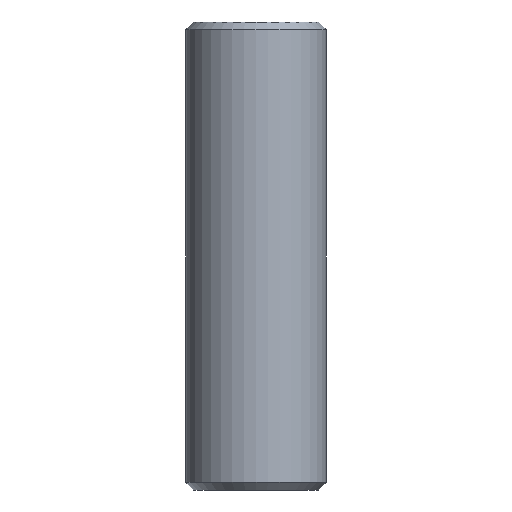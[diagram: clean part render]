
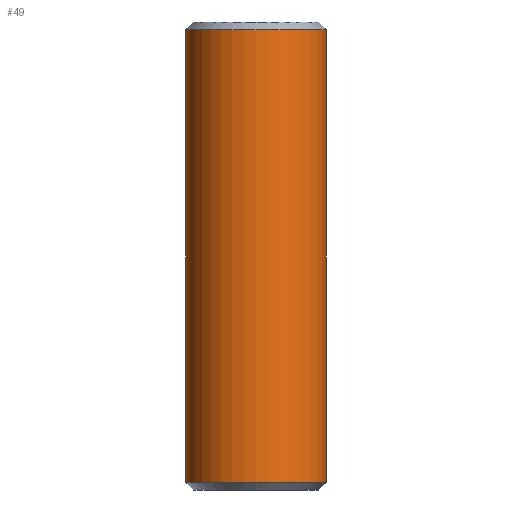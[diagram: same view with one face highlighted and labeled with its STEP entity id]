
A CAD part, front view. The second image highlights one B-rep face of the part: STEP entity #49.
In plain terms, the highlighted cylindrical face has radius 4.5 mm (diameter 9 mm), a partial arc.
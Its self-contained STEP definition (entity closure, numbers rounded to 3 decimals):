
#15 = EDGE_CURVE ( 'NONE', #238, #245, #131, .T. ) ;
#19 = EDGE_CURVE ( 'NONE', #238, #234, #144, .T. ) ;
#49 = ADVANCED_FACE ( 'NONE', ( #149 ), #156, .T. ) ;
#54 = EDGE_CURVE ( 'NONE', #234, #208, #160, .T. ) ;
#55 = EDGE_CURVE ( 'NONE', #208, #245, #162, .T. ) ;
#66 = AXIS2_PLACEMENT_3D ( 'NONE', #228, #230, #231 ) ;
#86 = ORIENTED_EDGE ( 'NONE', *, *, #15, .F. ) ;
#87 = ORIENTED_EDGE ( 'NONE', *, *, #19, .T. ) ;
#88 = ORIENTED_EDGE ( 'NONE', *, *, #54, .T. ) ;
#90 = ORIENTED_EDGE ( 'NONE', *, *, #55, .T. ) ;
#114 = EDGE_LOOP ( 'NONE', ( #86, #87, #88, #90 ) ) ;
#131 = LINE ( 'NONE', #215, #134 ) ;
#134 = VECTOR ( 'NONE', #217, 1000. ) ;
#144 = CIRCLE ( 'NONE', #66, 4.5 ) ;
#149 = FACE_OUTER_BOUND ( 'NONE', #114, .T. ) ;
#156 = CYLINDRICAL_SURFACE ( 'NONE', #344, 4.5 ) ;
#160 = LINE ( 'NONE', #282, #161 ) ;
#161 = VECTOR ( 'NONE', #285, 1000. ) ;
#162 = CIRCLE ( 'NONE', #340, 4.5 ) ;
#208 = VERTEX_POINT ( 'NONE', #321 ) ;
#215 = CARTESIAN_POINT ( 'NONE',  ( 4.5, 0., 30. ) ) ;
#217 = DIRECTION ( 'NONE',  ( 0., 0., -1. ) ) ;
#228 = CARTESIAN_POINT ( 'NONE',  ( 0., 0., 29.5 ) ) ;
#230 = DIRECTION ( 'NONE',  ( 0., 0., -1. ) ) ;
#231 = DIRECTION ( 'NONE',  ( 1., 0., 0. ) ) ;
#234 = VERTEX_POINT ( 'NONE', #328 ) ;
#238 = VERTEX_POINT ( 'NONE', #329 ) ;
#245 = VERTEX_POINT ( 'NONE', #330 ) ;
#258 = CARTESIAN_POINT ( 'NONE',  ( 0., 0., 30. ) ) ;
#262 = DIRECTION ( 'NONE',  ( 0., 0., -1. ) ) ;
#266 = DIRECTION ( 'NONE',  ( -1., 0., 0. ) ) ;
#282 = CARTESIAN_POINT ( 'NONE',  ( -4.5, 0., 30. ) ) ;
#283 = CARTESIAN_POINT ( 'NONE',  ( 0., 0., 0.5 ) ) ;
#285 = DIRECTION ( 'NONE',  ( 0., 0., -1. ) ) ;
#290 = DIRECTION ( 'NONE',  ( 0., 0., 1. ) ) ;
#292 = DIRECTION ( 'NONE',  ( 1., 0., 0. ) ) ;
#321 = CARTESIAN_POINT ( 'NONE',  ( -4.5, 0., 0.5 ) ) ;
#328 = CARTESIAN_POINT ( 'NONE',  ( -4.5, 0., 29.5 ) ) ;
#329 = CARTESIAN_POINT ( 'NONE',  ( 4.5, 0., 29.5 ) ) ;
#330 = CARTESIAN_POINT ( 'NONE',  ( 4.5, 0., 0.5 ) ) ;
#340 = AXIS2_PLACEMENT_3D ( 'NONE', #283, #290, #292 ) ;
#344 = AXIS2_PLACEMENT_3D ( 'NONE', #258, #262, #266 ) ;
